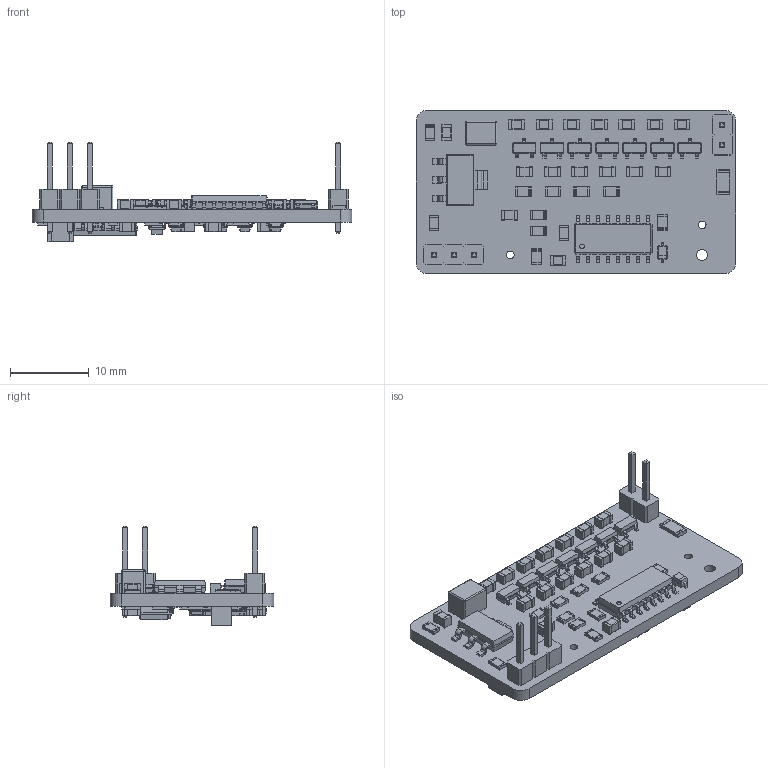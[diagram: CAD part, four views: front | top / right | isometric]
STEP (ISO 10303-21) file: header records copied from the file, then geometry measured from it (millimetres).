
FILE_DESCRIPTION(('FreeCAD Model'),'2;1');
FILE_NAME('Open CASCADE Shape Model','2021-04-19T12:22:34',( 'kicad StepUp'),('ksu MCAD'),'Open CASCADE STEP processor 7.5', 'FreeCAD','Unknown');
FILE_SCHEMA(('AUTOMOTIVE_DESIGN { 1 0 10303 214 1 1 1 1 }'));
Length unit declared in the file: millimetre
Products named in the file (22): Unnamed; Pcb_10e8; OpenHVPS-5; Board_Geoms_10e8; Step_Models_10e8; Top_10e8; F1_R_0805_2012Metric_b9191f89bbf2; two_pinheader1_PinHeader_1x02_P254mm_Vertical_006439a5dde2; C10_C_0805_2012Metric_abc3e55363c0; D8_SOT_23_f2ee5bb1c449; J1_PinHeader_1x03_P254mm_Vertical_f24be82ae70c; R1_R_1206_3216Metric_e07993cc5b64; L1_L_Wuerth_MAPI_4030_4423f34b4e95[2]; U4_SOIC_16_39x99mm_P127mm_49f5d52d5fa9; Q1_SOT_223_215e7cb4282f; D2_D_SOD_323_1f0c94ab2243; Bot_10e8; U3_SOT_23_5_ece142794780; U2_SOIC_14_39x87mm_P127mm_6cbfd59bc71c; C4_C_1210_3225Metric_5abf8272b843; Top_10e8001; Bot_10e8001
Assembly tree (231 placements, depth 5):
  Unnamed
    Pcb_10e8
    OpenHVPS-5
      Board_Geoms_10e8
        Pcb_10e8
      Step_Models_10e8
        Top_10e8
          F1_R_0805_2012Metric_b9191f89bbf2  x11
          two_pinheader1_PinHeader_1x02_P254mm_Vertical_006439a5dde2
          C10_C_0805_2012Metric_abc3e55363c0  x16
          D8_SOT_23_f2ee5bb1c449  x7
          J1_PinHeader_1x03_P254mm_Vertical_f24be82ae70c
          R1_R_1206_3216Metric_e07993cc5b64
          L1_L_Wuerth_MAPI_4030_4423f34b4e95[2]
          U4_SOIC_16_39x99mm_P127mm_49f5d52d5fa9
          Q1_SOT_223_215e7cb4282f
          D2_D_SOD_323_1f0c94ab2243
        Bot_10e8
          F1_R_0805_2012Metric_b9191f89bbf2  x17
          D8_SOT_23_f2ee5bb1c449  x4
          C10_C_0805_2012Metric_abc3e55363c0  x8
          D2_D_SOD_323_1f0c94ab2243
          U3_SOT_23_5_ece142794780
          U2_SOIC_14_39x87mm_P127mm_6cbfd59bc71c
          C4_C_1210_3225Metric_5abf8272b843
    Top_10e8001
      F1_R_0805_2012Metric_b9191f89bbf2  x11
      two_pinheader1_PinHeader_1x02_P254mm_Vertical_006439a5dde2
      C10_C_0805_2012Metric_abc3e55363c0  x16
      D8_SOT_23_f2ee5bb1c449  x7
      J1_PinHeader_1x03_P254mm_Vertical_f24be82ae70c
      R1_R_1206_3216Metric_e07993cc5b64
      L1_L_Wuerth_MAPI_4030_4423f34b4e95[2]
      U4_SOIC_16_39x99mm_P127mm_49f5d52d5fa9
      Q1_SOT_223_215e7cb4282f
      D2_D_SOD_323_1f0c94ab2243
    Bot_10e8001
      F1_R_0805_2012Metric_b9191f89bbf2  x17
      D8_SOT_23_f2ee5bb1c449  x4
      C10_C_0805_2012Metric_abc3e55363c0  x8
      D2_D_SOD_323_1f0c94ab2243
      U3_SOT_23_5_ece142794780
      U2_SOIC_14_39x87mm_P127mm_6cbfd59bc71c
      C4_C_1210_3225Metric_5abf8272b843
    F1_R_0805_2012Metric_b9191f89bbf2  x28
    two_pinheader1_PinHeader_1x02_P254mm_Vertical_006439a5dde2
    C10_C_0805_2012Metric_abc3e55363c0  x24
    D8_SOT_23_f2ee5bb1c449  x11
    J1_PinHeader_1x03_P254mm_Vertical_f24be82ae70c
    R1_R_1206_3216Metric_e07993cc5b64
    L1_L_Wuerth_MAPI_4030_4423f34b4e95[2]
    U4_SOIC_16_39x99mm_P127mm_49f5d52d5fa9
    Q1_SOT_223_215e7cb4282f
    D2_D_SOD_323_1f0c94ab2243  x2
    U3_SOT_23_5_ece142794780
    U2_SOIC_14_39x87mm_P127mm_6cbfd59bc71c
    C4_C_1210_3225Metric_5abf8272b843
Bounding box: 40.61 x 20.83 x 12.64 mm (x, y, z)
Volume: 4076.8 mm3; surface area: 8502.2 mm2
Topology: 224 solids, 224 shells, 9909 faces, 24969 edges, 15688 vertices
Faces by surface type: plane 5907, cylinder 2574, bspline 1416, sphere 12
Full cylindrical faces by diameter (mm): 0.6 x6, 1 x14, 1.4 x2
Entity records: 45662 total; most frequent: CARTESIAN_POINT 6755, ORIENTED_EDGE 5774, DIRECTION 5575, EDGE_CURVE 2887, LINE 2231, VECTOR 2231, VERTEX_POINT 1796, AXIS2_PLACEMENT_3D 1672
